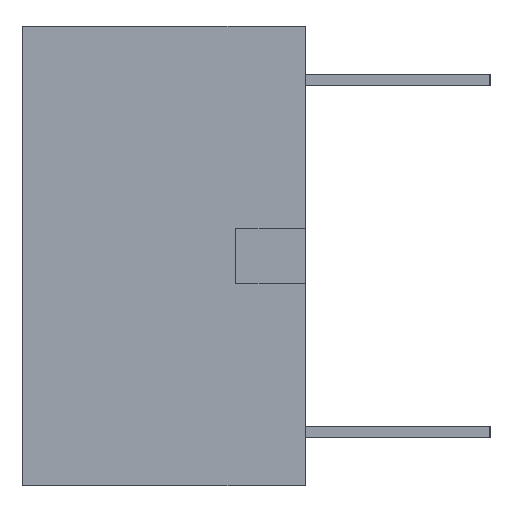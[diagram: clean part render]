
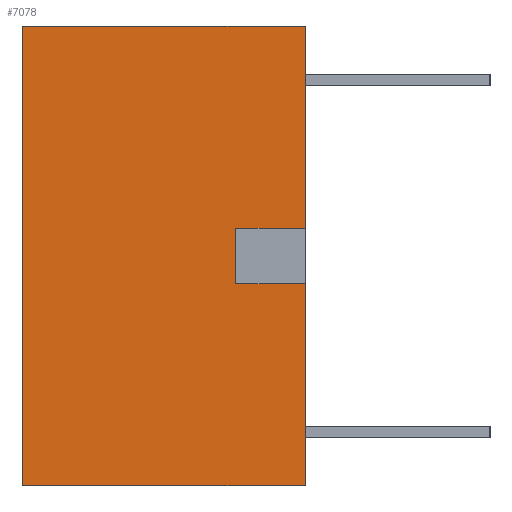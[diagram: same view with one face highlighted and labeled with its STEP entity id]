
A CAD part, left-side view. The second image highlights one B-rep face of the part: STEP entity #7078.
In plain terms, the highlighted planar face has unit normal (-1, 0, 0).
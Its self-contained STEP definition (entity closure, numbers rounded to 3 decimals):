
#3417 = VERTEX_POINT ( 'NONE', #13439 ) ;
#3418 = VERTEX_POINT ( 'NONE', #13440 ) ;
#3419 = VERTEX_POINT ( 'NONE', #13441 ) ;
#3420 = VERTEX_POINT ( 'NONE', #13442 ) ;
#3421 = VERTEX_POINT ( 'NONE', #13443 ) ;
#3422 = VERTEX_POINT ( 'NONE', #13444 ) ;
#3423 = VERTEX_POINT ( 'NONE', #13445 ) ;
#3424 = VERTEX_POINT ( 'NONE', #13446 ) ;
#5332 = VECTOR ( 'NONE', #15185, 1000. ) ;
#5333 = VECTOR ( 'NONE', #15188, 1000. ) ;
#5334 = VECTOR ( 'NONE', #15191, 1000. ) ;
#5335 = VECTOR ( 'NONE', #15194, 1000. ) ;
#5336 = VECTOR ( 'NONE', #15197, 1000. ) ;
#5337 = VECTOR ( 'NONE', #15200, 1000. ) ;
#5338 = VECTOR ( 'NONE', #15203, 1000. ) ;
#5339 = VECTOR ( 'NONE', #15206, 1000. ) ;
#6895 = EDGE_CURVE ( 'NONE', #3418, #3419, #15183, .T. ) ;
#6896 = EDGE_CURVE ( 'NONE', #3417, #3418, #15186, .T. ) ;
#6897 = EDGE_CURVE ( 'NONE', #3419, #3420, #15189, .T. ) ;
#6898 = EDGE_CURVE ( 'NONE', #3420, #3421, #15192, .T. ) ;
#6899 = EDGE_CURVE ( 'NONE', #3422, #3421, #15195, .T. ) ;
#6900 = EDGE_CURVE ( 'NONE', #3423, #3422, #15198, .T. ) ;
#6901 = EDGE_CURVE ( 'NONE', #3423, #3424, #15201, .T. ) ;
#6902 = EDGE_CURVE ( 'NONE', #3417, #3424, #15204, .T. ) ;
#7078 = ADVANCED_FACE ( 'NONE', ( #15972 ), #16654, .T. ) ;
#7522 = ORIENTED_EDGE ( 'NONE', *, *, #6896, .T. ) ;
#7523 = ORIENTED_EDGE ( 'NONE', *, *, #6897, .T. ) ;
#7524 = ORIENTED_EDGE ( 'NONE', *, *, #6895, .T. ) ;
#7525 = ORIENTED_EDGE ( 'NONE', *, *, #6898, .T. ) ;
#7526 = ORIENTED_EDGE ( 'NONE', *, *, #6899, .F. ) ;
#7527 = ORIENTED_EDGE ( 'NONE', *, *, #6900, .F. ) ;
#7528 = ORIENTED_EDGE ( 'NONE', *, *, #6901, .T. ) ;
#7529 = ORIENTED_EDGE ( 'NONE', *, *, #6902, .F. ) ;
#7884 = EDGE_LOOP ( 'NONE', ( #7522, #7524, #7523, #7525, #7526, #7527, #7528, #7529 ) ) ;
#13439 = CARTESIAN_POINT ( 'NONE',  ( -10.02, -4.62, -0.6 ) ) ;
#13440 = CARTESIAN_POINT ( 'NONE',  ( -10.02, -4.62, 0.6 ) ) ;
#13441 = CARTESIAN_POINT ( 'NONE',  ( -10.02, -6.12, 0.6 ) ) ;
#13442 = CARTESIAN_POINT ( 'NONE',  ( -10.02, -6.12, 4.97 ) ) ;
#13443 = CARTESIAN_POINT ( 'NONE',  ( -10.02, 0., 4.97 ) ) ;
#13444 = CARTESIAN_POINT ( 'NONE',  ( -10.02, 0., -4.97 ) ) ;
#13445 = CARTESIAN_POINT ( 'NONE',  ( -10.02, -6.12, -4.97 ) ) ;
#13446 = CARTESIAN_POINT ( 'NONE',  ( -10.02, -6.12, -0.6 ) ) ;
#15183 = LINE ( 'NONE', #15184, #5332 ) ;
#15184 = CARTESIAN_POINT ( 'NONE',  ( -10.02, -12.281, 0.6 ) ) ;
#15185 = DIRECTION ( 'NONE',  ( 0., -1., 0. ) ) ;
#15186 = LINE ( 'NONE', #15187, #5333 ) ;
#15187 = CARTESIAN_POINT ( 'NONE',  ( -10.02, -4.62, 0. ) ) ;
#15188 = DIRECTION ( 'NONE',  ( 0., 0., 1. ) ) ;
#15189 = LINE ( 'NONE', #15190, #5334 ) ;
#15190 = CARTESIAN_POINT ( 'NONE',  ( -10.02, -6.12, 0. ) ) ;
#15191 = DIRECTION ( 'NONE',  ( 0., 0., 1. ) ) ;
#15192 = LINE ( 'NONE', #15193, #5335 ) ;
#15193 = CARTESIAN_POINT ( 'NONE',  ( -10.02, -6.12, 4.97 ) ) ;
#15194 = DIRECTION ( 'NONE',  ( 0., 1., 0. ) ) ;
#15195 = LINE ( 'NONE', #15196, #5336 ) ;
#15196 = CARTESIAN_POINT ( 'NONE',  ( -10.02, 0., 0. ) ) ;
#15197 = DIRECTION ( 'NONE',  ( 0., 0., 1. ) ) ;
#15198 = LINE ( 'NONE', #15199, #5337 ) ;
#15199 = CARTESIAN_POINT ( 'NONE',  ( -10.02, -6.12, -4.97 ) ) ;
#15200 = DIRECTION ( 'NONE',  ( 0., 1., 0. ) ) ;
#15201 = LINE ( 'NONE', #15202, #5338 ) ;
#15202 = CARTESIAN_POINT ( 'NONE',  ( -10.02, -6.12, 0. ) ) ;
#15203 = DIRECTION ( 'NONE',  ( 0., 0., 1. ) ) ;
#15204 = LINE ( 'NONE', #15205, #5339 ) ;
#15205 = CARTESIAN_POINT ( 'NONE',  ( -10.02, -12.281, -0.6 ) ) ;
#15206 = DIRECTION ( 'NONE',  ( 0., -1., 0. ) ) ;
#15972 = FACE_OUTER_BOUND ( 'NONE', #7884, .T. ) ;
#15975 = AXIS2_PLACEMENT_3D ( 'NONE', #16655, #16656, #16657 ) ;
#16654 = PLANE ( 'NONE',  #15975 ) ;
#16655 = CARTESIAN_POINT ( 'NONE',  ( -10.02, -6.12, 0. ) ) ;
#16656 = DIRECTION ( 'NONE',  ( -1., 0., 0. ) ) ;
#16657 = DIRECTION ( 'NONE',  ( 0., 0., 1. ) ) ;
